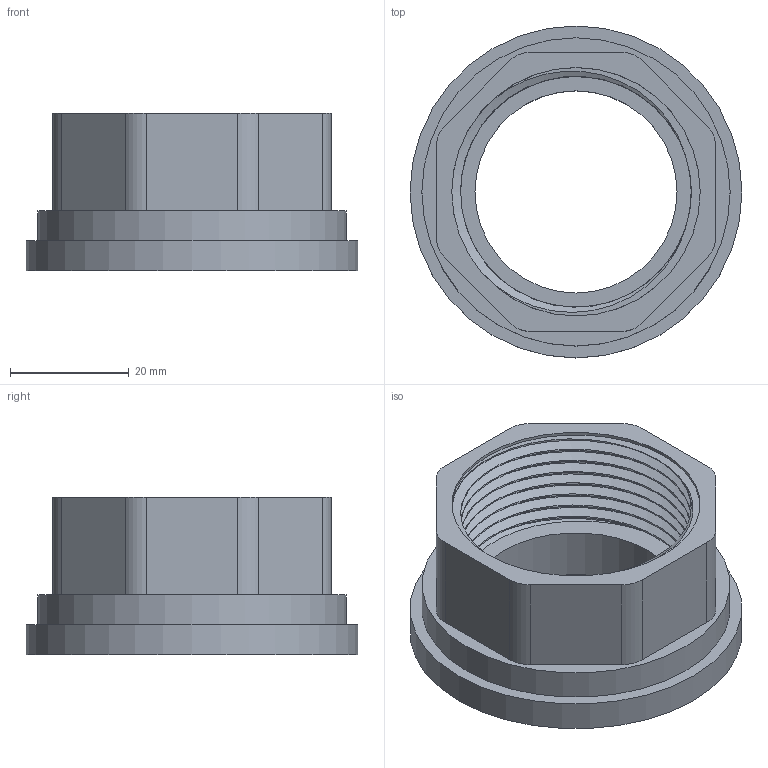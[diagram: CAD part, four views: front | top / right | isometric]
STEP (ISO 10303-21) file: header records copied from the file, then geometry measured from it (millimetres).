
FILE_DESCRIPTION(/* description */ (''),/* implementation_level */ '2;1');
FILE_NAME(/* name */ 'EF0614.000.040.step',/* time_stamp */ '2026-01-07T10:42:46+01:00',/* author */ (''),/* organization */ (''),/* preprocessor_version */ 'ST-DEVELOPER v20.1',/* originating_system */ 'Autodesk Translation Framework v14.21.0.0',/* authorisation */ '');
FILE_SCHEMA (('AUTOMOTIVE_DESIGN { 1 0 10303 214 3 1 1 }'));
Length unit declared in the file: millimetre
Products named in the file (1): 2026-01-07-09-37-46-378
Bounding box: 56 x 56 x 26.6 mm (x, y, z)
Volume: 22214.6 mm3; surface area: 12308.1 mm2
Topology: 1 solids, 1 shells, 44 faces, 117 edges, 78 vertices
Faces by surface type: cylinder 28, plane 14, bspline 2
Full cylindrical faces by diameter (mm): 34.1 x1, 38.952 x7, 41.91 x7, 52 x1, 56 x1
Entity records: 5730 total; most frequent: CARTESIAN_POINT 4649, ORIENTED_EDGE 234, DIRECTION 191, EDGE_CURVE 117, VERTEX_POINT 78, AXIS2_PLACEMENT_3D 70, LINE 51, VECTOR 51
